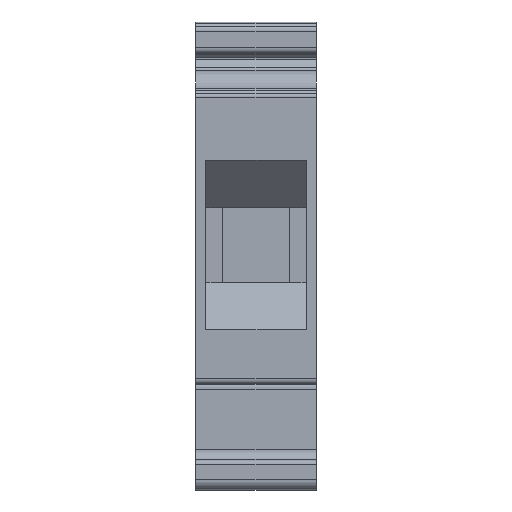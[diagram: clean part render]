
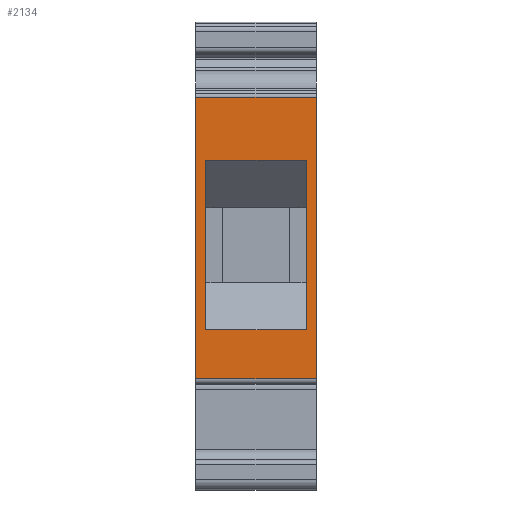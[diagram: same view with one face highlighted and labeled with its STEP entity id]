
A CAD part, left-side view. The second image highlights one B-rep face of the part: STEP entity #2134.
In plain terms, the highlighted planar face has unit normal (-1, 0, 0).
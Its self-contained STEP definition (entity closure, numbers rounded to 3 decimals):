
#246 = ORIENTED_EDGE ( 'NONE', *, *, #4197, .T. ) ;
#360 = EDGE_CURVE ( 'NONE', #4738, #5632, #2245, .T. ) ;
#659 = PLANE ( 'NONE',  #911 ) ;
#754 = CARTESIAN_POINT ( 'NONE',  ( -38.65, 0., 32.854 ) ) ;
#911 = AXIS2_PLACEMENT_3D ( 'NONE', #5130, #6143, #3664 ) ;
#976 = VECTOR ( 'NONE', #2964, 1000. ) ;
#1110 = EDGE_CURVE ( 'NONE', #4734, #4078, #2019, .T. ) ;
#1125 = ORIENTED_EDGE ( 'NONE', *, *, #5339, .F. ) ;
#1262 = VECTOR ( 'NONE', #5534, 1000. ) ;
#1332 = DIRECTION ( 'NONE',  ( 0., -1., 0. ) ) ;
#1601 = VECTOR ( 'NONE', #1332, 1000. ) ;
#1674 = CARTESIAN_POINT ( 'NONE',  ( -38.65, 1., 9.65 ) ) ;
#1856 = CARTESIAN_POINT ( 'NONE',  ( -38.65, 12., 4.785 ) ) ;
#1890 = LINE ( 'NONE', #4246, #5420 ) ;
#2019 = LINE ( 'NONE', #5997, #976 ) ;
#2028 = ORIENTED_EDGE ( 'NONE', *, *, #360, .T. ) ;
#2031 = ORIENTED_EDGE ( 'NONE', *, *, #3454, .T. ) ;
#2067 = VERTEX_POINT ( 'NONE', #6110 ) ;
#2109 = LINE ( 'NONE', #6155, #2360 ) ;
#2134 = ADVANCED_FACE ( 'NONE', ( #5619, #6171 ), #659, .F. ) ;
#2181 = VECTOR ( 'NONE', #5777, 1000. ) ;
#2245 = LINE ( 'NONE', #754, #2181 ) ;
#2274 = LINE ( 'NONE', #4757, #6436 ) ;
#2360 = VECTOR ( 'NONE', #5137, 1000. ) ;
#2548 = CARTESIAN_POINT ( 'NONE',  ( -38.65, 11., 26.55 ) ) ;
#2661 = EDGE_CURVE ( 'NONE', #5687, #4734, #1890, .T. ) ;
#2756 = LINE ( 'NONE', #3777, #2812 ) ;
#2812 = VECTOR ( 'NONE', #5761, 1000. ) ;
#2964 = DIRECTION ( 'NONE',  ( 0., 0., 1. ) ) ;
#3010 = VERTEX_POINT ( 'NONE', #1856 ) ;
#3352 = EDGE_CURVE ( 'NONE', #3010, #4738, #6158, .T. ) ;
#3454 = EDGE_CURVE ( 'NONE', #2067, #5687, #2756, .T. ) ;
#3518 = ORIENTED_EDGE ( 'NONE', *, *, #2661, .T. ) ;
#3664 = DIRECTION ( 'NONE',  ( 0., 0., -1. ) ) ;
#3777 = CARTESIAN_POINT ( 'NONE',  ( -38.65, 1., 26.55 ) ) ;
#3871 = CARTESIAN_POINT ( 'NONE',  ( -38.65, 0., 4.785 ) ) ;
#3877 = LINE ( 'NONE', #4244, #1601 ) ;
#3890 = ORIENTED_EDGE ( 'NONE', *, *, #1110, .T. ) ;
#3961 = EDGE_LOOP ( 'NONE', ( #246, #2031, #3518, #3890 ) ) ;
#4078 = VERTEX_POINT ( 'NONE', #2548 ) ;
#4127 = CARTESIAN_POINT ( 'NONE',  ( -38.65, 12., 32.854 ) ) ;
#4197 = EDGE_CURVE ( 'NONE', #4078, #2067, #3877, .T. ) ;
#4244 = CARTESIAN_POINT ( 'NONE',  ( -38.65, 12., 26.55 ) ) ;
#4246 = CARTESIAN_POINT ( 'NONE',  ( -38.65, 0., 9.65 ) ) ;
#4327 = ORIENTED_EDGE ( 'NONE', *, *, #6296, .F. ) ;
#4734 = VERTEX_POINT ( 'NONE', #5365 ) ;
#4738 = VERTEX_POINT ( 'NONE', #3871 ) ;
#4757 = CARTESIAN_POINT ( 'NONE',  ( -38.65, 12., 32.854 ) ) ;
#5081 = CARTESIAN_POINT ( 'NONE',  ( -38.65, 12., 4.785 ) ) ;
#5130 = CARTESIAN_POINT ( 'NONE',  ( -38.65, 12., 32.854 ) ) ;
#5137 = DIRECTION ( 'NONE',  ( 0., -1., 0. ) ) ;
#5339 = EDGE_CURVE ( 'NONE', #5794, #5632, #2109, .T. ) ;
#5365 = CARTESIAN_POINT ( 'NONE',  ( -38.65, 11., 9.65 ) ) ;
#5420 = VECTOR ( 'NONE', #6231, 1000. ) ;
#5427 = CARTESIAN_POINT ( 'NONE',  ( -38.65, 0., 32.854 ) ) ;
#5534 = DIRECTION ( 'NONE',  ( 0., -1., 0. ) ) ;
#5558 = EDGE_LOOP ( 'NONE', ( #2028, #1125, #4327, #6082 ) ) ;
#5619 = FACE_OUTER_BOUND ( 'NONE', #5558, .T. ) ;
#5632 = VERTEX_POINT ( 'NONE', #5427 ) ;
#5687 = VERTEX_POINT ( 'NONE', #1674 ) ;
#5761 = DIRECTION ( 'NONE',  ( 0., 0., -1. ) ) ;
#5777 = DIRECTION ( 'NONE',  ( 0., 0., 1. ) ) ;
#5794 = VERTEX_POINT ( 'NONE', #4127 ) ;
#5997 = CARTESIAN_POINT ( 'NONE',  ( -38.65, 11., 9.65 ) ) ;
#6082 = ORIENTED_EDGE ( 'NONE', *, *, #3352, .T. ) ;
#6110 = CARTESIAN_POINT ( 'NONE',  ( -38.65, 1., 26.55 ) ) ;
#6143 = DIRECTION ( 'NONE',  ( 1., 0., 0. ) ) ;
#6155 = CARTESIAN_POINT ( 'NONE',  ( -38.65, 12., 32.854 ) ) ;
#6158 = LINE ( 'NONE', #5081, #1262 ) ;
#6171 = FACE_BOUND ( 'NONE', #3961, .T. ) ;
#6225 = DIRECTION ( 'NONE',  ( 0., 0., 1. ) ) ;
#6231 = DIRECTION ( 'NONE',  ( 0., 1., 0. ) ) ;
#6296 = EDGE_CURVE ( 'NONE', #3010, #5794, #2274, .T. ) ;
#6436 = VECTOR ( 'NONE', #6225, 1000. ) ;
